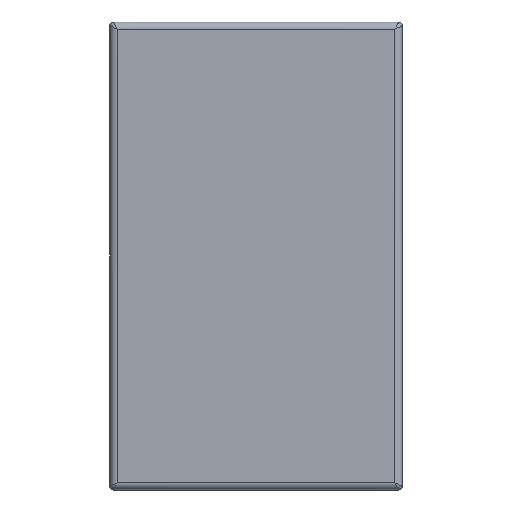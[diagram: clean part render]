
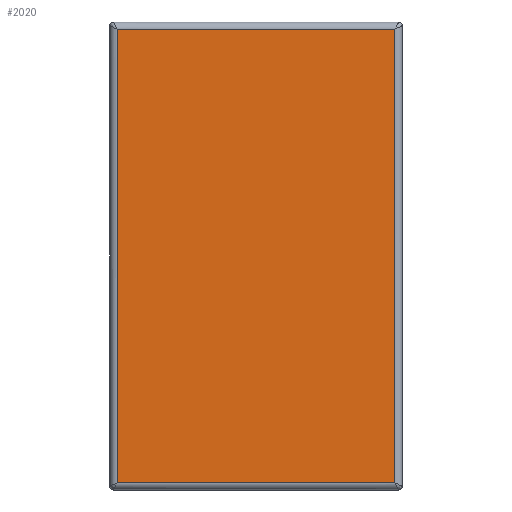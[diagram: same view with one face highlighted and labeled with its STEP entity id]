
A CAD part, left-side view. The second image highlights one B-rep face of the part: STEP entity #2020.
In plain terms, the highlighted planar face has unit normal (-1, 0, 0).
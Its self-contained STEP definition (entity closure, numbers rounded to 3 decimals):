
#20 = EDGE_CURVE ( 'NONE', #218, #1327, #483, .T. ) ;
#49 = EDGE_CURVE ( 'NONE', #1327, #936, #2306, .T. ) ;
#218 = VERTEX_POINT ( 'NONE', #634 ) ;
#270 = DIRECTION ( 'NONE',  ( 0., 1., 0. ) ) ;
#281 = FACE_OUTER_BOUND ( 'NONE', #937, .T. ) ;
#302 = DIRECTION ( 'NONE',  ( 0., 0., -1. ) ) ;
#397 = VECTOR ( 'NONE', #302, 1000. ) ;
#443 = DIRECTION ( 'NONE',  ( 0., 0., 1. ) ) ;
#483 = LINE ( 'NONE', #703, #397 ) ;
#571 = AXIS2_PLACEMENT_3D ( 'NONE', #1138, #2138, #1332 ) ;
#591 = VERTEX_POINT ( 'NONE', #1867 ) ;
#634 = CARTESIAN_POINT ( 'NONE',  ( -2.25, 1.95, 1.55 ) ) ;
#703 = CARTESIAN_POINT ( 'NONE',  ( -2.25, 1.95, -1.6 ) ) ;
#849 = CARTESIAN_POINT ( 'NONE',  ( -2.25, 0.05, 1.6 ) ) ;
#936 = VERTEX_POINT ( 'NONE', #2444 ) ;
#937 = EDGE_LOOP ( 'NONE', ( #1510, #1170, #2391, #2634 ) ) ;
#1029 = EDGE_CURVE ( 'NONE', #936, #591, #1399, .T. ) ;
#1064 = CARTESIAN_POINT ( 'NONE',  ( -2.25, 2., 1.55 ) ) ;
#1095 = CARTESIAN_POINT ( 'NONE',  ( -2.25, 1.95, -1.55 ) ) ;
#1135 = CARTESIAN_POINT ( 'NONE',  ( -2.25, 0., -1.55 ) ) ;
#1138 = CARTESIAN_POINT ( 'NONE',  ( -2.25, 0., 0. ) ) ;
#1170 = ORIENTED_EDGE ( 'NONE', *, *, #20, .T. ) ;
#1327 = VERTEX_POINT ( 'NONE', #1095 ) ;
#1332 = DIRECTION ( 'NONE',  ( 0., 0., 1. ) ) ;
#1399 = LINE ( 'NONE', #849, #2487 ) ;
#1497 = PLANE ( 'NONE',  #571 ) ;
#1510 = ORIENTED_EDGE ( 'NONE', *, *, #1829, .T. ) ;
#1829 = EDGE_CURVE ( 'NONE', #591, #218, #2550, .T. ) ;
#1867 = CARTESIAN_POINT ( 'NONE',  ( -2.25, 0.05, 1.55 ) ) ;
#2020 = ADVANCED_FACE ( 'NONE', ( #281 ), #1497, .F. ) ;
#2137 = VECTOR ( 'NONE', #270, 1000. ) ;
#2138 = DIRECTION ( 'NONE',  ( 1., 0., 0. ) ) ;
#2306 = LINE ( 'NONE', #1135, #2440 ) ;
#2391 = ORIENTED_EDGE ( 'NONE', *, *, #49, .T. ) ;
#2440 = VECTOR ( 'NONE', #2564, 1000. ) ;
#2444 = CARTESIAN_POINT ( 'NONE',  ( -2.25, 0.05, -1.55 ) ) ;
#2487 = VECTOR ( 'NONE', #443, 1000. ) ;
#2550 = LINE ( 'NONE', #1064, #2137 ) ;
#2564 = DIRECTION ( 'NONE',  ( 0., -1., 0. ) ) ;
#2634 = ORIENTED_EDGE ( 'NONE', *, *, #1029, .T. ) ;
